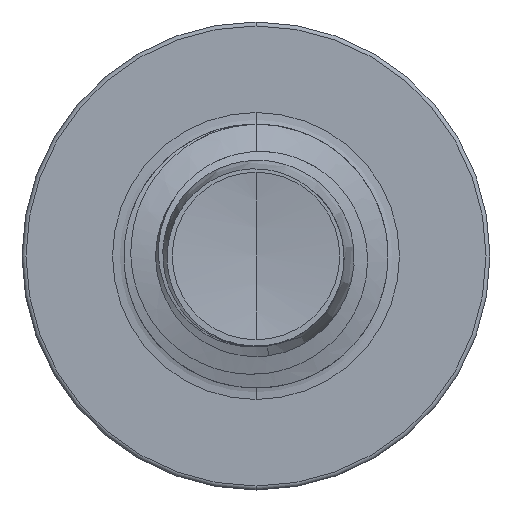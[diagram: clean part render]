
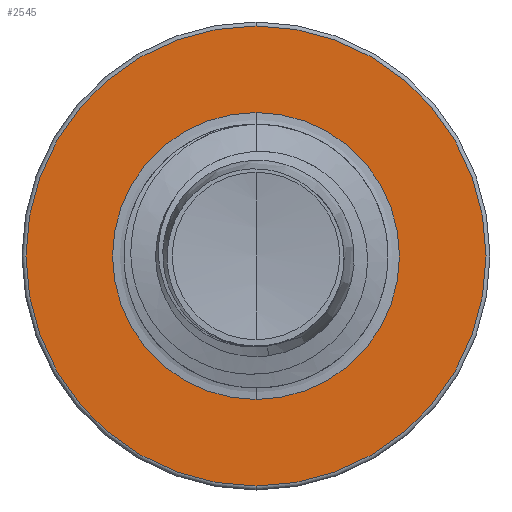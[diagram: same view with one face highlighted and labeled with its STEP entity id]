
A CAD part, front view. The second image highlights one B-rep face of the part: STEP entity #2545.
In plain terms, the highlighted planar face has unit normal (0, -1, 0).
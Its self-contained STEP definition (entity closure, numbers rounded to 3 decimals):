
#1 = CARTESIAN_POINT ( 'NONE',  ( 0., 2.5, 0. ) ) ;
#181 = CARTESIAN_POINT ( 'NONE',  ( 0., 2.5, 1.917 ) ) ;
#226 = AXIS2_PLACEMENT_3D ( 'NONE', #1797, #8505, #2815 ) ;
#919 = AXIS2_PLACEMENT_3D ( 'NONE', #4264, #10378, #5169 ) ;
#1192 = DIRECTION ( 'NONE',  ( 0., 0., 1. ) ) ;
#1193 = ORIENTED_EDGE ( 'NONE', *, *, #9002, .F. ) ;
#1661 = AXIS2_PLACEMENT_3D ( 'NONE', #1, #7241, #1192 ) ;
#1797 = CARTESIAN_POINT ( 'NONE',  ( 0., 2.5, 0. ) ) ;
#1884 = EDGE_CURVE ( 'NONE', #5875, #7490, #9993, .T. ) ;
#2545 = ADVANCED_FACE ( 'NONE', ( #3187, #3836 ), #10442, .F. ) ;
#2815 = DIRECTION ( 'NONE',  ( 0., 0., 1. ) ) ;
#2997 = CIRCLE ( 'NONE', #919, 1.917 ) ;
#3187 = FACE_OUTER_BOUND ( 'NONE', #5253, .T. ) ;
#3289 = CARTESIAN_POINT ( 'NONE',  ( 0., 2.5, -1.196 ) ) ;
#3836 = FACE_BOUND ( 'NONE', #7174, .T. ) ;
#3954 = ORIENTED_EDGE ( 'NONE', *, *, #10026, .T. ) ;
#4192 = CARTESIAN_POINT ( 'NONE',  ( 0., 2.5, 0. ) ) ;
#4264 = CARTESIAN_POINT ( 'NONE',  ( 0., 2.5, 0. ) ) ;
#4395 = CARTESIAN_POINT ( 'NONE',  ( 0., 2.5, -1.917 ) ) ;
#4826 = VERTEX_POINT ( 'NONE', #181 ) ;
#5098 = DIRECTION ( 'NONE',  ( 0., 0., 1. ) ) ;
#5169 = DIRECTION ( 'NONE',  ( 0., 0., 1. ) ) ;
#5253 = EDGE_LOOP ( 'NONE', ( #6248, #1193 ) ) ;
#5254 = DIRECTION ( 'NONE',  ( 0., 1., 0. ) ) ;
#5875 = VERTEX_POINT ( 'NONE', #10622 ) ;
#6248 = ORIENTED_EDGE ( 'NONE', *, *, #10828, .F. ) ;
#7174 = EDGE_LOOP ( 'NONE', ( #3954, #8860 ) ) ;
#7241 = DIRECTION ( 'NONE',  ( 0., 1., 0. ) ) ;
#7490 = VERTEX_POINT ( 'NONE', #8492 ) ;
#7743 = CIRCLE ( 'NONE', #9651, 1.196 ) ;
#8492 = CARTESIAN_POINT ( 'NONE',  ( 0., 2.5, 1.196 ) ) ;
#8505 = DIRECTION ( 'NONE',  ( 0., 1., 0. ) ) ;
#8643 = AXIS2_PLACEMENT_3D ( 'NONE', #3289, #5254, #11300 ) ;
#8860 = ORIENTED_EDGE ( 'NONE', *, *, #1884, .T. ) ;
#9002 = EDGE_CURVE ( 'NONE', #11095, #4826, #10966, .T. ) ;
#9651 = AXIS2_PLACEMENT_3D ( 'NONE', #4192, #10316, #5098 ) ;
#9993 = CIRCLE ( 'NONE', #1661, 1.196 ) ;
#10026 = EDGE_CURVE ( 'NONE', #7490, #5875, #7743, .T. ) ;
#10316 = DIRECTION ( 'NONE',  ( 0., 1., 0. ) ) ;
#10378 = DIRECTION ( 'NONE',  ( 0., 1., 0. ) ) ;
#10442 = PLANE ( 'NONE',  #8643 ) ;
#10622 = CARTESIAN_POINT ( 'NONE',  ( 0., 2.5, -1.196 ) ) ;
#10828 = EDGE_CURVE ( 'NONE', #4826, #11095, #2997, .T. ) ;
#10966 = CIRCLE ( 'NONE', #226, 1.917 ) ;
#11095 = VERTEX_POINT ( 'NONE', #4395 ) ;
#11300 = DIRECTION ( 'NONE',  ( 0., 0., 1. ) ) ;
